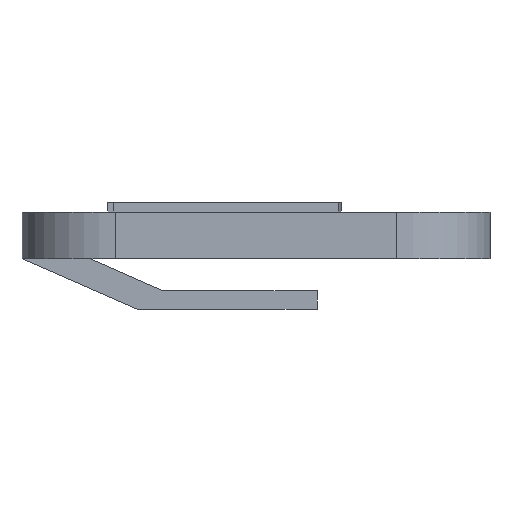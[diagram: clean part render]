
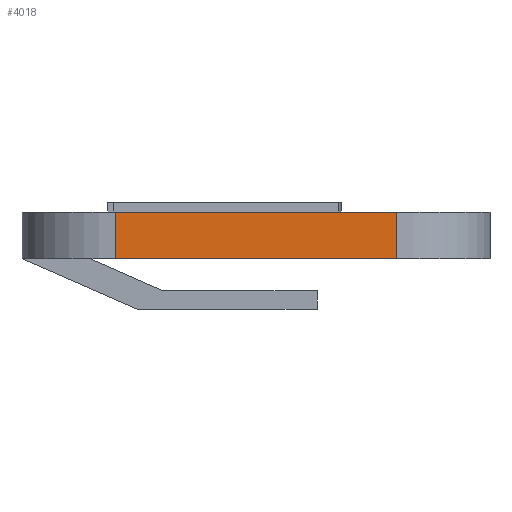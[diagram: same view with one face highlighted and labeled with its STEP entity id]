
A CAD part, left-side view. The second image highlights one B-rep face of the part: STEP entity #4018.
In plain terms, the highlighted planar face has unit normal (-1, 0, 0).
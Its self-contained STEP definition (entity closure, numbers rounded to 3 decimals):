
#471 = ORIENTED_EDGE ( 'NONE', *, *, #5516, .T. ) ;
#536 = PLANE ( 'NONE',  #2932 ) ;
#550 = VECTOR ( 'NONE', #4527, 1000. ) ;
#659 = LINE ( 'NONE', #684, #4129 ) ;
#684 = CARTESIAN_POINT ( 'NONE',  ( -3.769, -8.103, 0. ) ) ;
#968 = FACE_OUTER_BOUND ( 'NONE', #1341, .T. ) ;
#1120 = DIRECTION ( 'NONE',  ( 0., 0., -1. ) ) ;
#1249 = DIRECTION ( 'NONE',  ( 0., 0., -1. ) ) ;
#1341 = EDGE_LOOP ( 'NONE', ( #1411, #471, #1600, #3361 ) ) ;
#1411 = ORIENTED_EDGE ( 'NONE', *, *, #3830, .T. ) ;
#1600 = ORIENTED_EDGE ( 'NONE', *, *, #2133, .F. ) ;
#1949 = LINE ( 'NONE', #4558, #2562 ) ;
#2133 = EDGE_CURVE ( 'NONE', #2140, #4787, #1949, .T. ) ;
#2140 = VERTEX_POINT ( 'NONE', #3345 ) ;
#2156 = CARTESIAN_POINT ( 'NONE',  ( -3.769, -3.103, 2.5 ) ) ;
#2325 = VERTEX_POINT ( 'NONE', #4207 ) ;
#2375 = EDGE_CURVE ( 'NONE', #2140, #5535, #4327, .T. ) ;
#2562 = VECTOR ( 'NONE', #5466, 1000. ) ;
#2796 = LINE ( 'NONE', #3318, #550 ) ;
#2932 = AXIS2_PLACEMENT_3D ( 'NONE', #3303, #4653, #1120 ) ;
#3303 = CARTESIAN_POINT ( 'NONE',  ( -3.769, -8.103, 2.5 ) ) ;
#3318 = CARTESIAN_POINT ( 'NONE',  ( -3.769, -3.103, 2.5 ) ) ;
#3345 = CARTESIAN_POINT ( 'NONE',  ( -3.769, 11.897, 2.5 ) ) ;
#3361 = ORIENTED_EDGE ( 'NONE', *, *, #2375, .T. ) ;
#3430 = CARTESIAN_POINT ( 'NONE',  ( -3.769, 11.897, 0. ) ) ;
#3830 = EDGE_CURVE ( 'NONE', #5535, #2325, #659, .T. ) ;
#4018 = ADVANCED_FACE ( 'NONE', ( #968 ), #536, .F. ) ;
#4129 = VECTOR ( 'NONE', #4335, 1000. ) ;
#4207 = CARTESIAN_POINT ( 'NONE',  ( -3.769, -3.103, 0. ) ) ;
#4327 = LINE ( 'NONE', #4792, #4491 ) ;
#4335 = DIRECTION ( 'NONE',  ( 0., -1., 0. ) ) ;
#4491 = VECTOR ( 'NONE', #1249, 1000. ) ;
#4527 = DIRECTION ( 'NONE',  ( 0., 0., 1. ) ) ;
#4558 = CARTESIAN_POINT ( 'NONE',  ( -3.769, -8.103, 2.5 ) ) ;
#4653 = DIRECTION ( 'NONE',  ( 1., 0., 0. ) ) ;
#4787 = VERTEX_POINT ( 'NONE', #2156 ) ;
#4792 = CARTESIAN_POINT ( 'NONE',  ( -3.769, 11.897, 2.5 ) ) ;
#5466 = DIRECTION ( 'NONE',  ( 0., -1., 0. ) ) ;
#5516 = EDGE_CURVE ( 'NONE', #2325, #4787, #2796, .T. ) ;
#5535 = VERTEX_POINT ( 'NONE', #3430 ) ;
